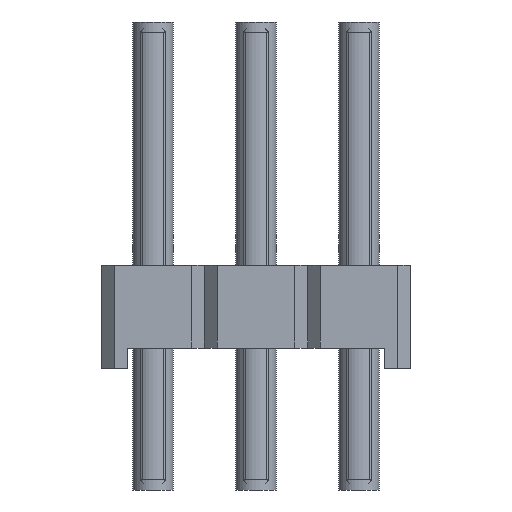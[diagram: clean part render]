
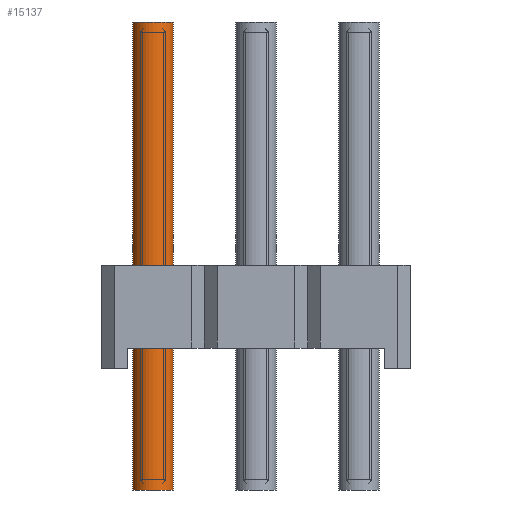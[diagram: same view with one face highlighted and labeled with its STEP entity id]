
A CAD part, left-side view. The second image highlights one B-rep face of the part: STEP entity #15137.
In plain terms, the highlighted cylindrical face has radius 0.5 mm (diameter 1 mm), a full revolution.
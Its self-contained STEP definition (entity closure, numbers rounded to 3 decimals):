
#311=CIRCLE('',#15948,0.5);
#312=CIRCLE('',#15949,0.5);
#900=CYLINDRICAL_SURFACE('',#15947,0.5);
#1301=ORIENTED_EDGE('',*,*,#5779,.F.);
#1302=ORIENTED_EDGE('',*,*,#5780,.T.);
#5779=EDGE_CURVE('',#8027,#8027,#311,.T.);
#5780=EDGE_CURVE('',#8028,#8028,#312,.T.);
#8027=VERTEX_POINT('',#21964);
#8028=VERTEX_POINT('',#21966);
#12863=EDGE_LOOP('',(#1301));
#12864=EDGE_LOOP('',(#1302));
#13767=FACE_BOUND('',#12863,.T.);
#13768=FACE_BOUND('',#12864,.T.);
#15137=ADVANCED_FACE('',(#13767,#13768),#900,.F.);
#15947=AXIS2_PLACEMENT_3D('',#21962,#17441,#17442);
#15948=AXIS2_PLACEMENT_3D('',#21963,#17443,#17444);
#15949=AXIS2_PLACEMENT_3D('',#21965,#17445,#17446);
#17441=DIRECTION('',(0.,0.,1.));
#17442=DIRECTION('',(1.,0.,0.));
#17443=DIRECTION('',(0.,0.,-1.));
#17444=DIRECTION('',(1.,0.,0.));
#17445=DIRECTION('',(0.,0.,-1.));
#17446=DIRECTION('',(1.,0.,0.));
#21962=CARTESIAN_POINT('',(0.,0.,0.));
#21963=CARTESIAN_POINT('',(0.,0.,11.54));
#21964=CARTESIAN_POINT('',(0.5,0.,11.54));
#21965=CARTESIAN_POINT('',(0.,0.,0.));
#21966=CARTESIAN_POINT('',(0.5,0.,0.));
